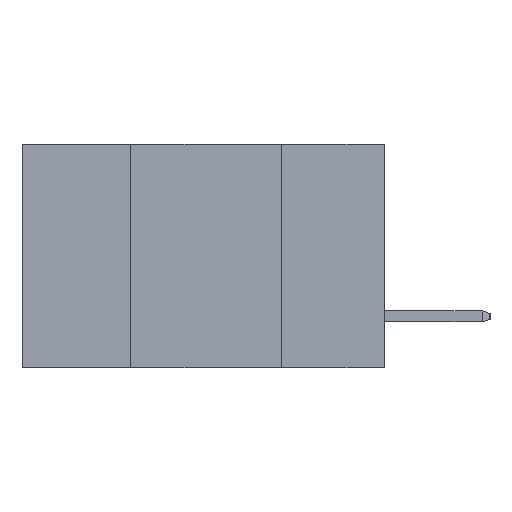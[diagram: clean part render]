
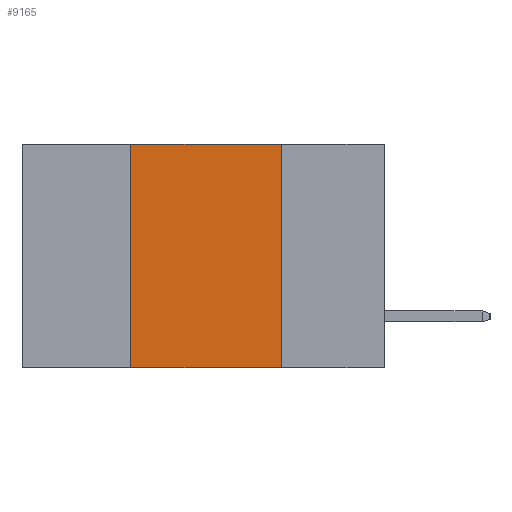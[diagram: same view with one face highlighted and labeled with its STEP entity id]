
A CAD part, left-side view. The second image highlights one B-rep face of the part: STEP entity #9165.
In plain terms, the highlighted planar face has unit normal (-1, 0, 0).
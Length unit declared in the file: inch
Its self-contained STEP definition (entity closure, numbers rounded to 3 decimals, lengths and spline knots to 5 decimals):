
#527 = LINE ( 'NONE', #10527, #3115 ) ;
#651 = EDGE_CURVE ( 'NONE', #4453, #10461, #12338, .T. ) ;
#893 = EDGE_LOOP ( 'NONE', ( #1082, #11575, #1213, #2451 ) ) ;
#904 = CARTESIAN_POINT ( 'NONE',  ( 0., 0.17, 0. ) ) ;
#1021 = PLANE ( 'NONE',  #3189 ) ;
#1082 = ORIENTED_EDGE ( 'NONE', *, *, #8339, .F. ) ;
#1083 = CARTESIAN_POINT ( 'NONE',  ( 0., 0.17, -0.37 ) ) ;
#1213 = ORIENTED_EDGE ( 'NONE', *, *, #11597, .F. ) ;
#1240 = CARTESIAN_POINT ( 'NONE',  ( 0., 0.6, -0.37 ) ) ;
#2451 = ORIENTED_EDGE ( 'NONE', *, *, #8583, .T. ) ;
#2465 = VECTOR ( 'NONE', #7065, 39.37008 ) ;
#2605 = FACE_OUTER_BOUND ( 'NONE', #893, .T. ) ;
#2628 = VECTOR ( 'NONE', #5794, 39.37008 ) ;
#2899 = VERTEX_POINT ( 'NONE', #10806 ) ;
#2923 = DIRECTION ( 'NONE',  ( 0., 0., 1. ) ) ;
#2960 = DIRECTION ( 'NONE',  ( 0., -1., 0. ) ) ;
#3115 = VECTOR ( 'NONE', #2923, 39.37008 ) ;
#3189 = AXIS2_PLACEMENT_3D ( 'NONE', #3865, #10585, #4897 ) ;
#3865 = CARTESIAN_POINT ( 'NONE',  ( 0., 0.6, 0. ) ) ;
#4453 = VERTEX_POINT ( 'NONE', #8883 ) ;
#4897 = DIRECTION ( 'NONE',  ( 0., 0., -1. ) ) ;
#5220 = LINE ( 'NONE', #904, #2628 ) ;
#5794 = DIRECTION ( 'NONE',  ( 0., 0., -1. ) ) ;
#6736 = CARTESIAN_POINT ( 'NONE',  ( 0., 0.6, 0. ) ) ;
#6927 = CARTESIAN_POINT ( 'NONE',  ( 0., 0.17, 0. ) ) ;
#7065 = DIRECTION ( 'NONE',  ( 0., -1., 0. ) ) ;
#7478 = VECTOR ( 'NONE', #2960, 39.37008 ) ;
#7936 = LINE ( 'NONE', #1240, #2465 ) ;
#8339 = EDGE_CURVE ( 'NONE', #10461, #11636, #5220, .T. ) ;
#8583 = EDGE_CURVE ( 'NONE', #2899, #11636, #7936, .T. ) ;
#8883 = CARTESIAN_POINT ( 'NONE',  ( 0., 0.42, 0. ) ) ;
#9165 = ADVANCED_FACE ( 'NONE', ( #2605 ), #1021, .F. ) ;
#10461 = VERTEX_POINT ( 'NONE', #6927 ) ;
#10527 = CARTESIAN_POINT ( 'NONE',  ( 0., 0.42, 0. ) ) ;
#10585 = DIRECTION ( 'NONE',  ( 1., 0., 0. ) ) ;
#10806 = CARTESIAN_POINT ( 'NONE',  ( 0., 0.42, -0.37 ) ) ;
#11575 = ORIENTED_EDGE ( 'NONE', *, *, #651, .F. ) ;
#11597 = EDGE_CURVE ( 'NONE', #2899, #4453, #527, .T. ) ;
#11636 = VERTEX_POINT ( 'NONE', #1083 ) ;
#12338 = LINE ( 'NONE', #6736, #7478 ) ;
